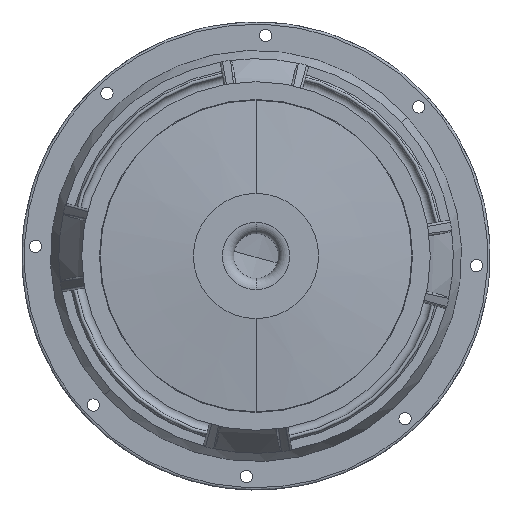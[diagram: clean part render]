
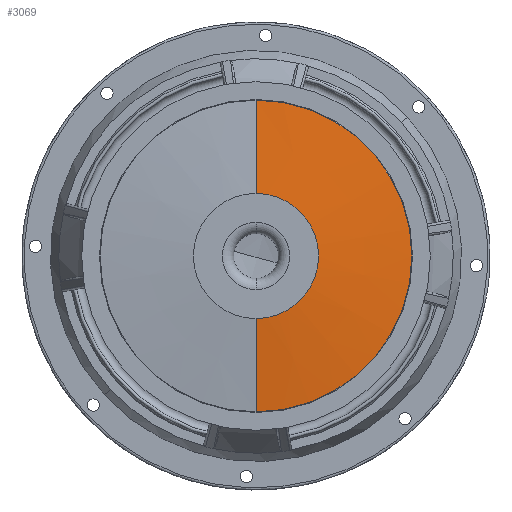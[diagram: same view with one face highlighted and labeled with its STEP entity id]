
A CAD part, front view. The second image highlights one B-rep face of the part: STEP entity #3069.
In plain terms, the highlighted conical face has half-angle 84.56 degrees and reference radius 28 mm.
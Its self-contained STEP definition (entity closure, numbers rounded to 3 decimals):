
#99 = VECTOR ( 'NONE', #12664, 1000. ) ;
#1207 = EDGE_CURVE ( 'NONE', #1479, #14784, #7769, .T. ) ;
#1479 = VERTEX_POINT ( 'NONE', #20632 ) ;
#2216 = EDGE_CURVE ( 'NONE', #14784, #17228, #7041, .T. ) ;
#2962 = ORIENTED_EDGE ( 'NONE', *, *, #9947, .F. ) ;
#3069 = ADVANCED_FACE ( 'NONE', ( #17056 ), #10757, .T. ) ;
#4056 = DIRECTION ( 'NONE',  ( 0., -1., 0. ) ) ;
#4440 = VERTEX_POINT ( 'NONE', #17690 ) ;
#5315 = ORIENTED_EDGE ( 'NONE', *, *, #2216, .T. ) ;
#5941 = DIRECTION ( 'NONE',  ( 0., 1., 0. ) ) ;
#6130 = AXIS2_PLACEMENT_3D ( 'NONE', #18621, #5941, #20287 ) ;
#6242 = CIRCLE ( 'NONE', #6896, 28. ) ;
#6632 = CARTESIAN_POINT ( 'NONE',  ( 0., -12.762, 69.728 ) ) ;
#6680 = EDGE_LOOP ( 'NONE', ( #7076, #7970, #5315, #2962 ) ) ;
#6896 = AXIS2_PLACEMENT_3D ( 'NONE', #9674, #11450, #13145 ) ;
#7041 = CIRCLE ( 'NONE', #14071, 69.728 ) ;
#7076 = ORIENTED_EDGE ( 'NONE', *, *, #12260, .F. ) ;
#7769 = LINE ( 'NONE', #14155, #99 ) ;
#7914 = CARTESIAN_POINT ( 'NONE',  ( 0., -16.736, 28. ) ) ;
#7970 = ORIENTED_EDGE ( 'NONE', *, *, #1207, .T. ) ;
#9674 = CARTESIAN_POINT ( 'NONE',  ( 0., -16.736, 0. ) ) ;
#9947 = EDGE_CURVE ( 'NONE', #4440, #17228, #12306, .T. ) ;
#10757 = CONICAL_SURFACE ( 'NONE', #6130, 28., 1.476 ) ;
#11450 = DIRECTION ( 'NONE',  ( 0., -1., 0. ) ) ;
#12260 = EDGE_CURVE ( 'NONE', #1479, #4440, #6242, .T. ) ;
#12306 = LINE ( 'NONE', #7914, #19804 ) ;
#12664 = DIRECTION ( 'NONE',  ( 0., 0.095, -0.995 ) ) ;
#13145 = DIRECTION ( 'NONE',  ( 0., 0., -1. ) ) ;
#13560 = DIRECTION ( 'NONE',  ( 0., 0., -1. ) ) ;
#14071 = AXIS2_PLACEMENT_3D ( 'NONE', #16952, #4056, #13560 ) ;
#14155 = CARTESIAN_POINT ( 'NONE',  ( 0., -16.736, -28. ) ) ;
#14313 = DIRECTION ( 'NONE',  ( 0., 0.095, 0.995 ) ) ;
#14571 = CARTESIAN_POINT ( 'NONE',  ( 0., -12.762, -69.728 ) ) ;
#14784 = VERTEX_POINT ( 'NONE', #14571 ) ;
#16952 = CARTESIAN_POINT ( 'NONE',  ( 0., -12.762, 0. ) ) ;
#17056 = FACE_OUTER_BOUND ( 'NONE', #6680, .T. ) ;
#17228 = VERTEX_POINT ( 'NONE', #6632 ) ;
#17690 = CARTESIAN_POINT ( 'NONE',  ( 0., -16.736, 28. ) ) ;
#18621 = CARTESIAN_POINT ( 'NONE',  ( 0., -16.736, 0. ) ) ;
#19804 = VECTOR ( 'NONE', #14313, 1000. ) ;
#20287 = DIRECTION ( 'NONE',  ( 0., 0., 1. ) ) ;
#20632 = CARTESIAN_POINT ( 'NONE',  ( 0., -16.736, -28. ) ) ;
